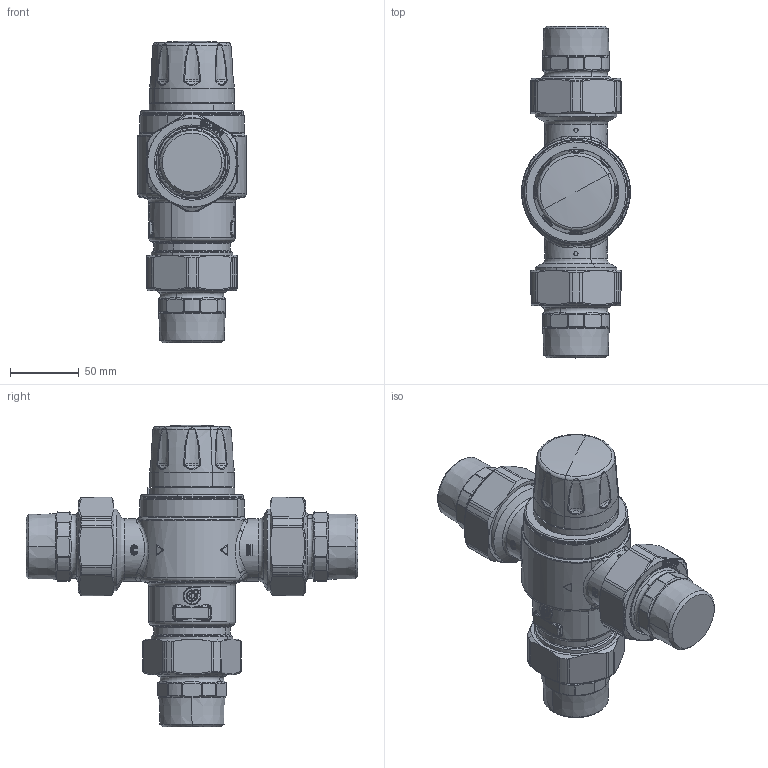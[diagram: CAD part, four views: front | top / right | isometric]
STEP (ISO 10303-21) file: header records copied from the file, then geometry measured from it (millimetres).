
FILE_DESCRIPTION(('CATIA V5 STEP Exchange','CAx-IF Rec.Pracs.--- Model Styling and Organization---1.5--- 2016-08-15','CAx-IF Rec.Pracs.---Supplemental Geometry---1.0---2011-11-01','CAx-IF Rec.Pracs.--- Composite Materials ---3.4---2017-06-13','CAx-IF Rec.Pracs.---Tessellated 3D Geometry---1.0---2015-12-17'),'2;1');
FILE_NAME('STEP_252180_-_TST.stp','2025-07-15T13:33:15+00:00',('none'),('none'),'CATIA Version 5-6 Release 2020 SP5','CATIA V5 STEP AP242 v2','none');
FILE_SCHEMA(('AP242_MANAGED_MODEL_BASED_3D_ENGINEERING_MIM_LF {1 0 10303 442 1 1 4}'));
Products named in the file (1): 252180 - TST
Bounding box: 79.39 x 242 x 220.1 mm (x, y, z)
Volume: 1119418.1 mm3; surface area: 122777.3 mm2
Topology: 1 solids, 2 shells, 2637 faces, 6144 edges, 3406 vertices
Faces by surface type: bspline 835, cylinder 621, torus 429, cone 342, plane 309, sphere 99, revolution 2
Entity records: 119016 total; most frequent: CARTESIAN_POINT 69484, ORIENTED_EDGE 11960, DIRECTION 6597, EDGE_CURVE 5980, AXIS2_PLACEMENT_3D 3583, VERTEX_POINT 3406, EDGE_LOOP 2696, ADVANCED_FACE 2637
